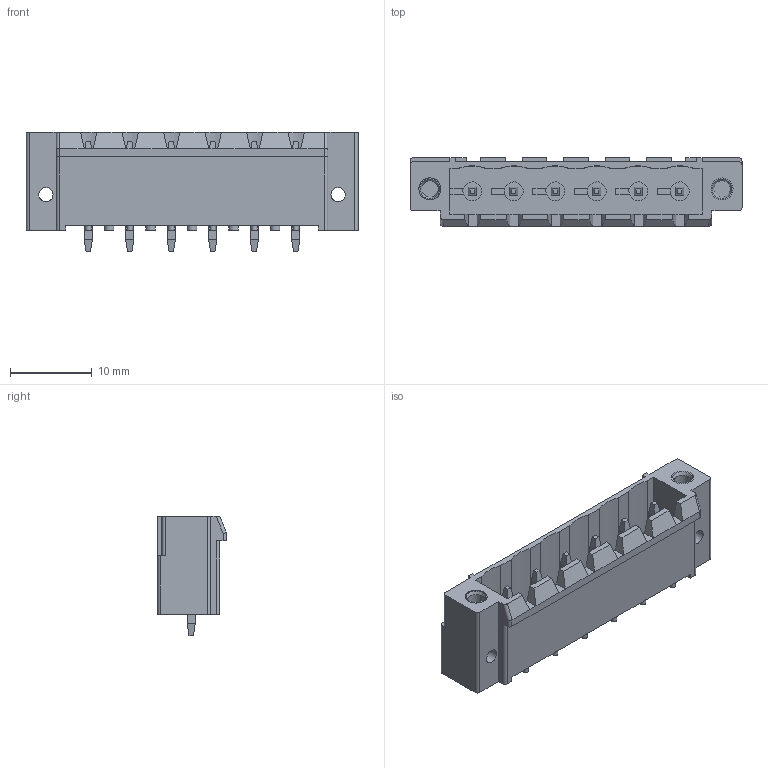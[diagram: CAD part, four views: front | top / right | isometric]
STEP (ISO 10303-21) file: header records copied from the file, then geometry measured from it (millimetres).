
FILE_DESCRIPTION( ( 'Unknown' ), '1' );
FILE_NAME( '691701520006B.stp', 'Unknown', ( 'Unknown' ), ( 'Unknown' ), 'PSStep 14.0', 'Unknown', ' ' );
FILE_SCHEMA( ( 'AUTOMOTIVE_DESIGN { 1 0 10303 214 1 1 1 1 }' ) );
Length unit declared in the file: millimetre
Products named in the file (4): Assem1; Pin_Straight 5.08mm; Thread 5.08; 06
Assembly tree (9 placements, depth 2):
  Assem1
    Pin_Straight 5.08mm  x6
    Thread 5.08  x2
    06
Bounding box: 40.64 x 8.4 x 14.6 mm (x, y, z)
Volume: 1537 mm3; surface area: 3602.7 mm2
Topology: 9 solids, 9 shells, 359 faces, 940 edges, 598 vertices
Faces by surface type: plane 310, cylinder 47, cone 2
Full cylindrical faces by diameter (mm): 0.7 x6, 1.2 x5, 1.75 x4, 2.013 x2, 2.3 x6, 2.7 x4
Entity records: 11097 total; most frequent: CARTESIAN_POINT 1533, ORIENTED_EDGE 1490, DIRECTION 1451, EDGE_CURVE 745, LINE 627, VECTOR 627, VERTEX_POINT 494, AXIS2_PLACEMENT_3D 412
